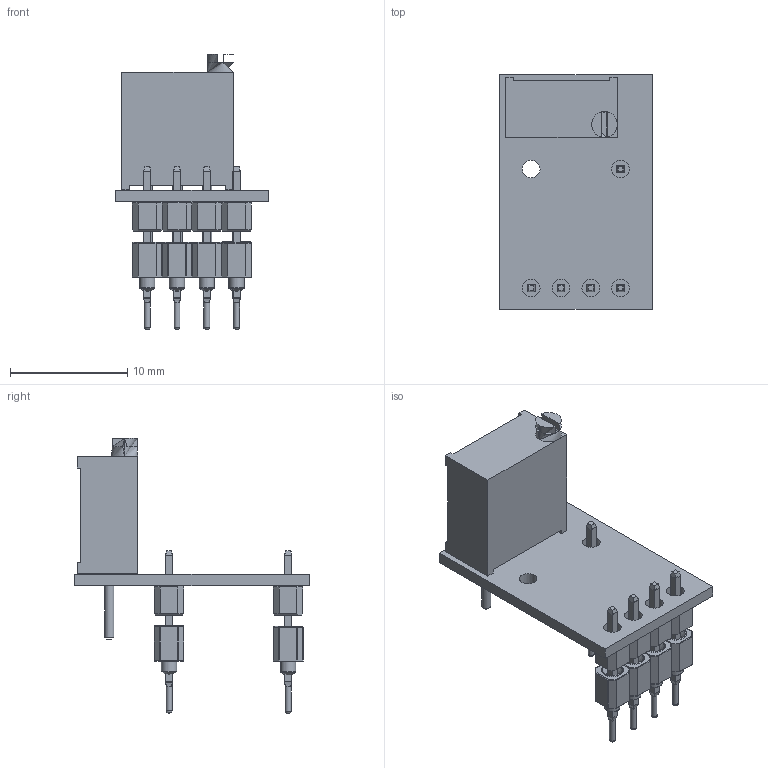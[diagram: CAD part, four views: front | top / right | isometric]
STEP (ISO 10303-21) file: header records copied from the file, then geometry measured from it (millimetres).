
FILE_DESCRIPTION(('FreeCAD Model'),'2;1');
FILE_NAME('Open CASCADE Shape Model','2021-12-24T10:48:44',( 'kicad StepUp'),('ksu MCAD'),'Open CASCADE STEP processor 7.5', 'FreeCAD','Unknown');
FILE_SCHEMA(('AUTOMOTIVE_DESIGN { 1 0 10303 214 1 1 1 1 }'));
Length unit declared in the file: millimetre
Products named in the file (1): AE_TPS63802_v7_cp
Bounding box: 13 x 20 x 23.47 mm (x, y, z)
Volume: 875.8 mm3; surface area: 1785.3 mm2
Topology: 23 solids, 23 shells, 836 faces, 1898 edges, 1010 vertices
Faces by surface type: plane 318, cylinder 295, sphere 160, torus 40, cone 18, bspline 5
Full cylindrical faces by diameter (mm): 0.51 x5, 0.7 x5, 0.8 x3, 1.3 x10, 1.5 x6, 1.9 x5
Entity records: 27211 total; most frequent: DIRECTION 4041, CARTESIAN_POINT 3536, ORIENTED_EDGE 3344, EDGE_CURVE 1672, AXIS2_PLACEMENT_3D 1538, LINE 965, VECTOR 965, VERTEX_POINT 898
